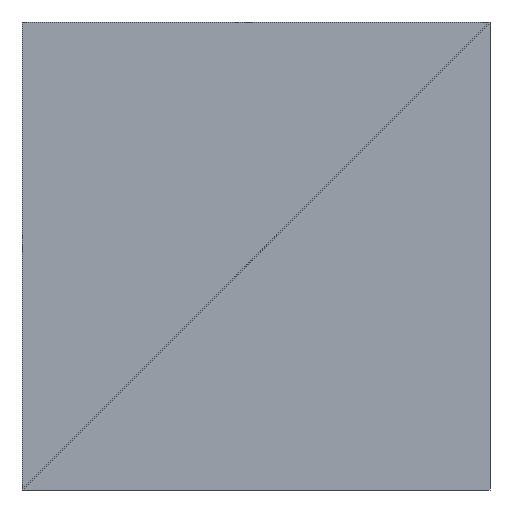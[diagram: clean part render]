
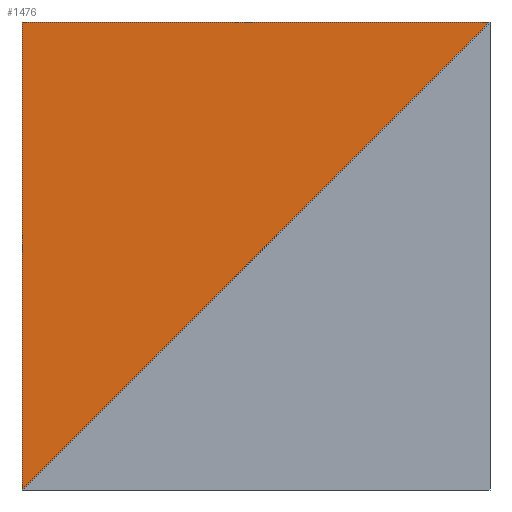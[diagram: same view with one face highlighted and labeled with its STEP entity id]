
A CAD part, front view. The second image highlights one B-rep face of the part: STEP entity #1476.
In plain terms, the highlighted planar face has unit normal (0, -1, 0).
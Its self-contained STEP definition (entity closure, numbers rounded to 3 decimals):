
#1020 = VERTEX_POINT('',#1021);
#1021 = CARTESIAN_POINT('',(-5.,-12.5,10.));
#1028 = PLANE('',#1029);
#1029 = AXIS2_PLACEMENT_3D('',#1030,#1031,#1032);
#1030 = CARTESIAN_POINT('',(-0.9,-8.559,10.));
#1031 = DIRECTION('',(0.,0.,-1.));
#1032 = DIRECTION('',(-1.,0.,0.));
#1051 = EDGE_CURVE('',#1020,#1052,#1054,.T.);
#1052 = VERTEX_POINT('',#1053);
#1053 = CARTESIAN_POINT('',(5.,-12.5,10.));
#1054 = SURFACE_CURVE('',#1055,(#1059,#1066),.PCURVE_S1.);
#1055 = LINE('',#1056,#1057);
#1056 = CARTESIAN_POINT('',(-5.,-12.5,10.));
#1057 = VECTOR('',#1058,1.);
#1058 = DIRECTION('',(1.,0.,0.));
#1059 = PCURVE('',#1028,#1060);
#1060 = DEFINITIONAL_REPRESENTATION('',(#1061),#1065);
#1061 = LINE('',#1062,#1063);
#1062 = CARTESIAN_POINT('',(4.1,-3.941));
#1063 = VECTOR('',#1064,1.);
#1064 = DIRECTION('',(-1.,0.));
#1065 = ( GEOMETRIC_REPRESENTATION_CONTEXT(2) 
PARAMETRIC_REPRESENTATION_CONTEXT() REPRESENTATION_CONTEXT('2D SPACE',''
  ) );
#1066 = PCURVE('',#1067,#1072);
#1067 = PLANE('',#1068);
#1068 = AXIS2_PLACEMENT_3D('',#1069,#1070,#1071);
#1069 = CARTESIAN_POINT('',(5.,-12.5,10.));
#1070 = DIRECTION('',(0.,1.,0.));
#1071 = DIRECTION('',(0.,0.,1.));
#1072 = DEFINITIONAL_REPRESENTATION('',(#1073),#1076);
#1073 = B_SPLINE_CURVE_WITH_KNOTS('',1,(#1074,#1075),.UNSPECIFIED.,.F.,
  .F.,(2,2),(0.,10.),.PIECEWISE_BEZIER_KNOTS.);
#1074 = CARTESIAN_POINT('',(0.,-10.));
#1075 = CARTESIAN_POINT('',(0.,0.));
#1076 = ( GEOMETRIC_REPRESENTATION_CONTEXT(2) 
PARAMETRIC_REPRESENTATION_CONTEXT() REPRESENTATION_CONTEXT('2D SPACE',''
  ) );
#1120 = PLANE('',#1121);
#1121 = AXIS2_PLACEMENT_3D('',#1122,#1123,#1124);
#1122 = CARTESIAN_POINT('',(-5.,-12.5,10.));
#1123 = DIRECTION('',(1.,0.,0.));
#1124 = DIRECTION('',(0.,0.,1.));
#1476 = ADVANCED_FACE('',(#1477),#1067,.F.);
#1477 = FACE_BOUND('',#1478,.T.);
#1478 = EDGE_LOOP('',(#1479,#1480,#1502));
#1479 = ORIENTED_EDGE('',*,*,#1051,.F.);
#1480 = ORIENTED_EDGE('',*,*,#1481,.T.);
#1481 = EDGE_CURVE('',#1020,#1482,#1484,.T.);
#1482 = VERTEX_POINT('',#1483);
#1483 = CARTESIAN_POINT('',(-5.,-12.5,0.));
#1484 = SURFACE_CURVE('',#1485,(#1489,#1496),.PCURVE_S1.);
#1485 = LINE('',#1486,#1487);
#1486 = CARTESIAN_POINT('',(-5.,-12.5,10.));
#1487 = VECTOR('',#1488,1.);
#1488 = DIRECTION('',(0.,0.,-1.));
#1489 = PCURVE('',#1067,#1490);
#1490 = DEFINITIONAL_REPRESENTATION('',(#1491),#1495);
#1491 = LINE('',#1492,#1493);
#1492 = CARTESIAN_POINT('',(0.,-10.));
#1493 = VECTOR('',#1494,1.);
#1494 = DIRECTION('',(-1.,0.));
#1495 = ( GEOMETRIC_REPRESENTATION_CONTEXT(2) 
PARAMETRIC_REPRESENTATION_CONTEXT() REPRESENTATION_CONTEXT('2D SPACE',''
  ) );
#1496 = PCURVE('',#1120,#1497);
#1497 = DEFINITIONAL_REPRESENTATION('',(#1498),#1501);
#1498 = B_SPLINE_CURVE_WITH_KNOTS('',1,(#1499,#1500),.UNSPECIFIED.,.F.,
  .F.,(2,2),(0.,10.),.PIECEWISE_BEZIER_KNOTS.);
#1499 = CARTESIAN_POINT('',(0.,0.));
#1500 = CARTESIAN_POINT('',(-10.,0.));
#1501 = ( GEOMETRIC_REPRESENTATION_CONTEXT(2) 
PARAMETRIC_REPRESENTATION_CONTEXT() REPRESENTATION_CONTEXT('2D SPACE',''
  ) );
#1502 = ORIENTED_EDGE('',*,*,#1503,.T.);
#1503 = EDGE_CURVE('',#1482,#1052,#1504,.T.);
#1504 = SURFACE_CURVE('',#1505,(#1509,#1516),.PCURVE_S1.);
#1505 = LINE('',#1506,#1507);
#1506 = CARTESIAN_POINT('',(-5.,-12.5,0.));
#1507 = VECTOR('',#1508,1.);
#1508 = DIRECTION('',(0.707,0.,0.707));
#1509 = PCURVE('',#1067,#1510);
#1510 = DEFINITIONAL_REPRESENTATION('',(#1511),#1515);
#1511 = LINE('',#1512,#1513);
#1512 = CARTESIAN_POINT('',(-10.,-10.));
#1513 = VECTOR('',#1514,1.);
#1514 = DIRECTION('',(0.707,0.707));
#1515 = ( GEOMETRIC_REPRESENTATION_CONTEXT(2) 
PARAMETRIC_REPRESENTATION_CONTEXT() REPRESENTATION_CONTEXT('2D SPACE',''
  ) );
#1516 = PCURVE('',#1517,#1522);
#1517 = PLANE('',#1518);
#1518 = AXIS2_PLACEMENT_3D('',#1519,#1520,#1521);
#1519 = CARTESIAN_POINT('',(5.,-12.5,0.));
#1520 = DIRECTION('',(0.,1.,0.));
#1521 = DIRECTION('',(0.,0.,1.));
#1522 = DEFINITIONAL_REPRESENTATION('',(#1523),#1526);
#1523 = B_SPLINE_CURVE_WITH_KNOTS('',1,(#1524,#1525),.UNSPECIFIED.,.F.,
  .F.,(2,2),(0.,14.142),.PIECEWISE_BEZIER_KNOTS.);
#1524 = CARTESIAN_POINT('',(0.,-10.));
#1525 = CARTESIAN_POINT('',(10.,0.));
#1526 = ( GEOMETRIC_REPRESENTATION_CONTEXT(2) 
PARAMETRIC_REPRESENTATION_CONTEXT() REPRESENTATION_CONTEXT('2D SPACE',''
  ) );
